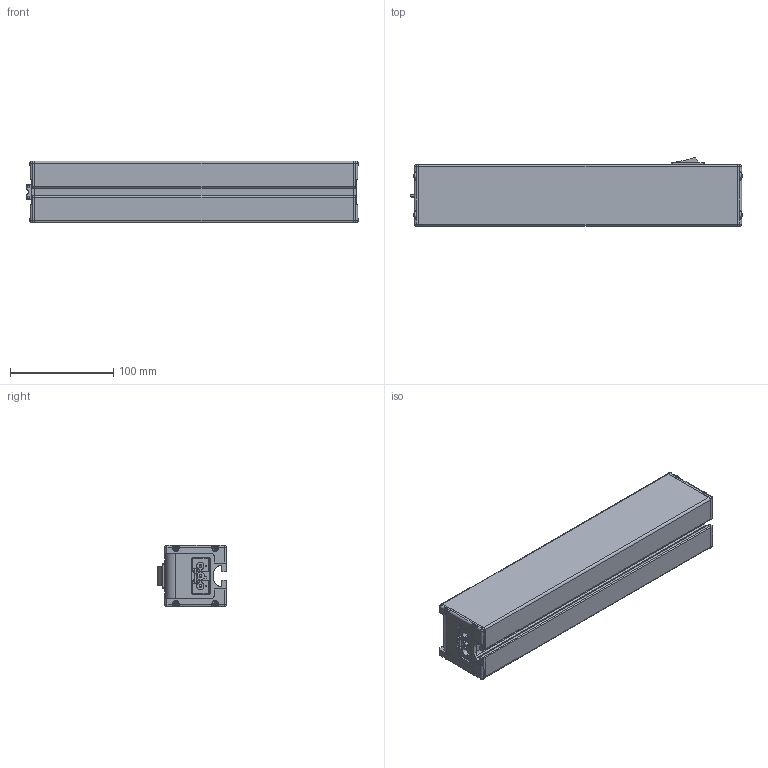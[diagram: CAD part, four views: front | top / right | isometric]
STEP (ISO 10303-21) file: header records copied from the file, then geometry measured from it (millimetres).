
FILE_DESCRIPTION(/* description */ ('STEP AP214'),/* implementation_level */ '2;1');
FILE_NAME(/* name */ '6SBEU14DI.317',/* time_stamp */ '2022-12-09T10:35:55+01:00',/* author */ ('License CC BY-ND 4.0'),/* organization */ ('CADENAS'),/* preprocessor_version */ 'ST-DEVELOPER v18.102',/* originating_system */ 'PARTsolutions',/* authorisation */ ' ');
FILE_SCHEMA (('AUTOMOTIVE_DESIGN {1 0 10303 214 3 1 1}'));
Length unit declared in the file: millimetre
Products named in the file (1): 6SBEU14DI.317
Bounding box: 321.63 x 66.75 x 60 mm (x, y, z)
Volume: 991212.4 mm3; surface area: 122262.1 mm2
Topology: 1 solids, 1 shells, 766 faces, 1999 edges, 1282 vertices
Faces by surface type: plane 369, cylinder 342, torus 28, sphere 19, cone 8
Full cylindrical faces by diameter (mm): 2.5 x3, 2.7 x5, 2.8 x4, 3.5 x8, 5.6 x8, 5.75 x8, 5.964 x4
Entity records: 28510 total; most frequent: DIRECTION 4184, CARTESIAN_POINT 4141, ORIENTED_EDGE 3796, EDGE_CURVE 1898, AXIS2_PLACEMENT_3D 1579, VERTEX_POINT 1264, LINE 1026, VECTOR 1026
